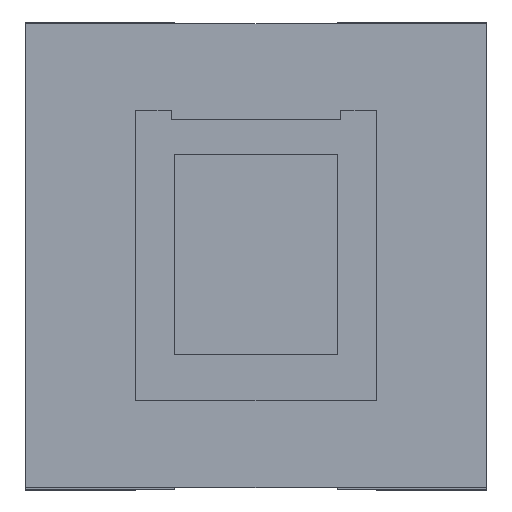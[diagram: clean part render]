
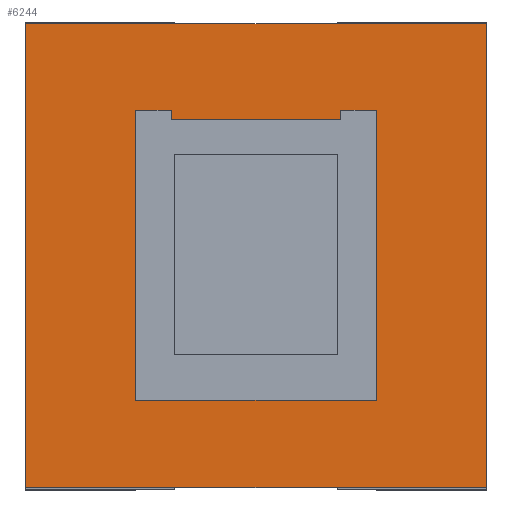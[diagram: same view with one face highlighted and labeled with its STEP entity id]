
A CAD part, top view. The second image highlights one B-rep face of the part: STEP entity #6244.
In plain terms, the highlighted planar face has unit normal (0, 0, 1).
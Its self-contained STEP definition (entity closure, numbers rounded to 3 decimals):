
#479=ORIENTED_EDGE('',*,*,#1744,.T.);
#480=ORIENTED_EDGE('',*,*,#1704,.T.);
#481=ORIENTED_EDGE('',*,*,#1747,.T.);
#482=ORIENTED_EDGE('',*,*,#1748,.T.);
#483=ORIENTED_EDGE('',*,*,#1749,.T.);
#484=ORIENTED_EDGE('',*,*,#1750,.T.);
#485=ORIENTED_EDGE('',*,*,#1751,.T.);
#486=ORIENTED_EDGE('',*,*,#1741,.T.);
#487=ORIENTED_EDGE('',*,*,#1752,.F.);
#488=ORIENTED_EDGE('',*,*,#1753,.F.);
#489=ORIENTED_EDGE('',*,*,#1754,.F.);
#490=ORIENTED_EDGE('',*,*,#1755,.F.);
#1704=EDGE_CURVE('',#2340,#2342,#2772,.T.);
#1741=EDGE_CURVE('',#2370,#2369,#2809,.T.);
#1744=EDGE_CURVE('',#2369,#2340,#2812,.T.);
#1747=EDGE_CURVE('',#2342,#2372,#2815,.T.);
#1748=EDGE_CURVE('',#2372,#2373,#2816,.T.);
#1749=EDGE_CURVE('',#2373,#2374,#2817,.T.);
#1750=EDGE_CURVE('',#2374,#2375,#2818,.T.);
#1751=EDGE_CURVE('',#2375,#2370,#2819,.T.);
#1752=EDGE_CURVE('',#2376,#2377,#2820,.T.);
#1753=EDGE_CURVE('',#2378,#2376,#2821,.T.);
#1754=EDGE_CURVE('',#2379,#2378,#2822,.T.);
#1755=EDGE_CURVE('',#2377,#2379,#2823,.T.);
#2340=VERTEX_POINT('',#7737);
#2342=VERTEX_POINT('',#7741);
#2369=VERTEX_POINT('',#7817);
#2370=VERTEX_POINT('',#7819);
#2372=VERTEX_POINT('',#7828);
#2373=VERTEX_POINT('',#7832);
#2374=VERTEX_POINT('',#7834);
#2375=VERTEX_POINT('',#7836);
#2376=VERTEX_POINT('',#7839);
#2377=VERTEX_POINT('',#7840);
#2378=VERTEX_POINT('',#7842);
#2379=VERTEX_POINT('',#7844);
#2772=LINE('',#7742,#3136);
#2809=LINE('',#7818,#3173);
#2812=LINE('',#7823,#3176);
#2815=LINE('',#7829,#3179);
#2816=LINE('',#7831,#3180);
#2817=LINE('',#7833,#3181);
#2818=LINE('',#7835,#3182);
#2819=LINE('',#7837,#3183);
#2820=LINE('',#7838,#3184);
#2821=LINE('',#7841,#3185);
#2822=LINE('',#7843,#3186);
#2823=LINE('',#7845,#3187);
#3136=VECTOR('',#6848,1000.);
#3173=VECTOR('',#6909,1000.);
#3176=VECTOR('',#6914,1000.);
#3179=VECTOR('',#6919,1000.);
#3180=VECTOR('',#6922,1000.);
#3181=VECTOR('',#6923,1000.);
#3182=VECTOR('',#6924,1000.);
#3183=VECTOR('',#6925,1000.);
#3184=VECTOR('',#6926,1000.);
#3185=VECTOR('',#6927,1000.);
#3186=VECTOR('',#6928,1000.);
#3187=VECTOR('',#6929,1000.);
#3486=EDGE_LOOP('',(#479,#480,#481,#482,#483,#484,#485,#486));
#3487=EDGE_LOOP('',(#487,#488,#489,#490));
#3792=FACE_BOUND('',#3486,.T.);
#3793=FACE_BOUND('',#3487,.T.);
#4094=PLANE('',#6551);
#6244=ADVANCED_FACE('',(#3792,#3793),#4094,.F.);
#6551=AXIS2_PLACEMENT_3D('',#7830,#6920,#6921);
#6848=DIRECTION('',(0.,1.,0.));
#6909=DIRECTION('',(0.,-1.,0.));
#6914=DIRECTION('',(-1.,0.,0.));
#6919=DIRECTION('',(1.,0.,0.));
#6920=DIRECTION('',(0.,0.,-1.));
#6921=DIRECTION('',(-1.,0.,0.));
#6922=DIRECTION('',(0.,-1.,0.));
#6923=DIRECTION('',(1.,0.,0.));
#6924=DIRECTION('',(0.,1.,0.));
#6925=DIRECTION('',(1.,0.,0.));
#6926=DIRECTION('',(0.,1.,0.));
#6927=DIRECTION('',(-1.,0.,0.));
#6928=DIRECTION('',(0.,-1.,0.));
#6929=DIRECTION('',(1.,0.,0.));
#7737=CARTESIAN_POINT('',(-1.499,-1.803,5.08));
#7741=CARTESIAN_POINT('',(-1.499,1.803,5.08));
#7742=CARTESIAN_POINT('',(-1.499,-1.803,5.08));
#7817=CARTESIAN_POINT('',(1.499,-1.803,5.08));
#7818=CARTESIAN_POINT('',(1.499,1.803,5.08));
#7819=CARTESIAN_POINT('',(1.499,1.803,5.08));
#7823=CARTESIAN_POINT('',(1.499,-1.803,5.08));
#7828=CARTESIAN_POINT('',(-1.054,1.803,5.08));
#7829=CARTESIAN_POINT('',(-1.499,1.803,5.08));
#7830=CARTESIAN_POINT('',(0.,0.,5.08));
#7831=CARTESIAN_POINT('',(-1.054,1.803,5.08));
#7832=CARTESIAN_POINT('',(-1.054,1.693,5.08));
#7833=CARTESIAN_POINT('',(-1.054,1.693,5.08));
#7834=CARTESIAN_POINT('',(1.054,1.693,5.08));
#7835=CARTESIAN_POINT('',(1.054,1.693,5.08));
#7836=CARTESIAN_POINT('',(1.054,1.803,5.08));
#7837=CARTESIAN_POINT('',(-1.499,1.803,5.08));
#7838=CARTESIAN_POINT('',(-2.868,-2.908,5.08));
#7839=CARTESIAN_POINT('',(-2.868,-2.883,5.08));
#7840=CARTESIAN_POINT('',(-2.868,2.883,5.08));
#7841=CARTESIAN_POINT('',(2.87,-2.883,5.08));
#7842=CARTESIAN_POINT('',(2.868,-2.883,5.08));
#7843=CARTESIAN_POINT('',(2.868,2.883,5.08));
#7844=CARTESIAN_POINT('',(2.868,2.883,5.08));
#7845=CARTESIAN_POINT('',(-2.87,2.883,5.08));
